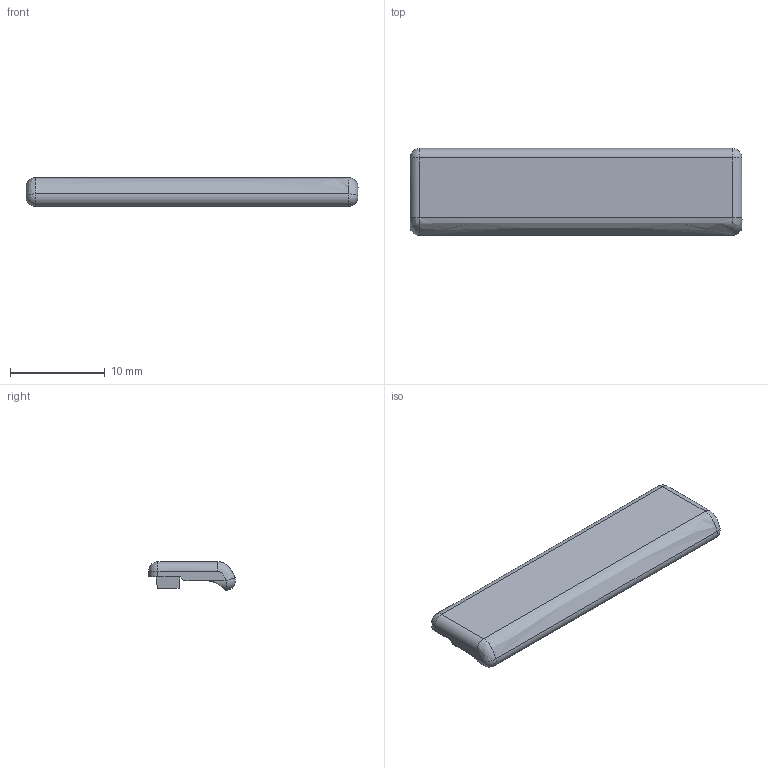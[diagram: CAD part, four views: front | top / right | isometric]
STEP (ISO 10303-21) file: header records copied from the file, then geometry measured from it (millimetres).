
FILE_DESCRIPTION (( 'STEP AP203' ), '1' );
FILE_NAME ('Pestaña.STEP', '2022-01-19T12:54:43', ( '' ), ( '' ), 'SwSTEP 2.0', 'SolidWorks 2016', '' );
FILE_SCHEMA (( 'CONFIG_CONTROL_DESIGN' ));
Length unit declared in the file: millimetre
Products named in the file (1): Pestaña
Bounding box: 35 x 9.17 x 3 mm (x, y, z)
Volume: 601.4 mm3; surface area: 787.5 mm2
Topology: 1 solids, 1 shells, 29 faces, 67 edges, 36 vertices
Faces by surface type: plane 13, cylinder 9, sphere 4, bspline 3
Entity records: 968 total; most frequent: CARTESIAN_POINT 285, ORIENTED_EDGE 126, DIRECTION 122, EDGE_CURVE 63, AXIS2_PLACEMENT_3D 41, LINE 40, VECTOR 40, VERTEX_POINT 36
